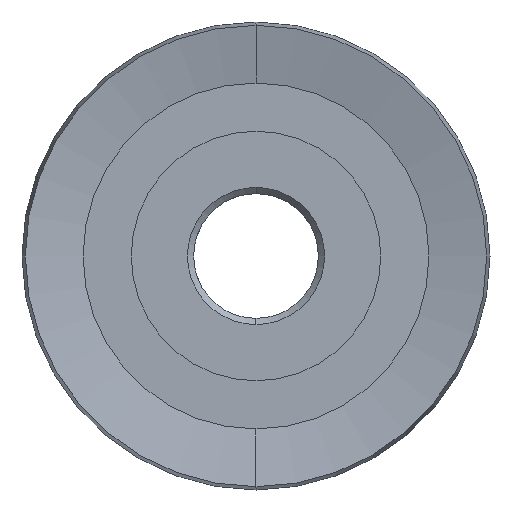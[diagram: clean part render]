
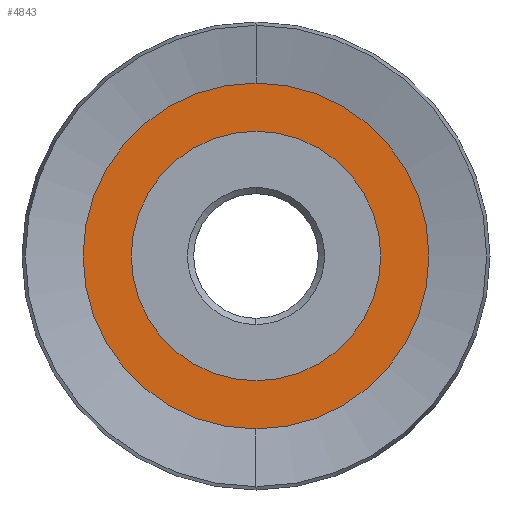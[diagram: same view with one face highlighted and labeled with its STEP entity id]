
A CAD part, left-side view. The second image highlights one B-rep face of the part: STEP entity #4843.
In plain terms, the highlighted planar face has unit normal (-1, 0, 0).
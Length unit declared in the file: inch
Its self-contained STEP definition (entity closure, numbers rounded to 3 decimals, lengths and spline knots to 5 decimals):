
#174 = DIRECTION ( 'NONE',  ( -1., 0., 0. ) ) ;
#563 = EDGE_CURVE ( 'NONE', #3740, #2968, #2623, .T. ) ;
#583 = EDGE_CURVE ( 'NONE', #2968, #3740, #4100, .T. ) ;
#639 = CARTESIAN_POINT ( 'NONE',  ( 0.0325, 0., 0. ) ) ;
#666 = PLANE ( 'NONE',  #4706 ) ;
#676 = CARTESIAN_POINT ( 'NONE',  ( 0.0325, 0., -0.25 ) ) ;
#730 = DIRECTION ( 'NONE',  ( -1., 0., 0. ) ) ;
#897 = VERTEX_POINT ( 'NONE', #5680 ) ;
#1147 = DIRECTION ( 'NONE',  ( 0., 0., 1. ) ) ;
#1149 = DIRECTION ( 'NONE',  ( -1., 0., 0. ) ) ;
#1173 = DIRECTION ( 'NONE',  ( 0., 0., 1. ) ) ;
#1276 = AXIS2_PLACEMENT_3D ( 'NONE', #5754, #2738, #6275 ) ;
#1752 = AXIS2_PLACEMENT_3D ( 'NONE', #3710, #730, #4216 ) ;
#1800 = AXIS2_PLACEMENT_3D ( 'NONE', #3163, #174, #3662 ) ;
#2036 = CIRCLE ( 'NONE', #5593, 0.34658 ) ;
#2156 = CARTESIAN_POINT ( 'NONE',  ( 0.0325, 0., -0.34658 ) ) ;
#2326 = EDGE_CURVE ( 'NONE', #5979, #897, #2036, .T. ) ;
#2377 = ORIENTED_EDGE ( 'NONE', *, *, #2469, .T. ) ;
#2459 = ORIENTED_EDGE ( 'NONE', *, *, #2326, .T. ) ;
#2469 = EDGE_CURVE ( 'NONE', #897, #5979, #4039, .T. ) ;
#2549 = CARTESIAN_POINT ( 'NONE',  ( 0.0325, 0., 0.25 ) ) ;
#2623 = CIRCLE ( 'NONE', #1752, 0.25 ) ;
#2738 = DIRECTION ( 'NONE',  ( -1., 0., 0. ) ) ;
#2968 = VERTEX_POINT ( 'NONE', #2549 ) ;
#3149 = CARTESIAN_POINT ( 'NONE',  ( 0.0325, 0., 0. ) ) ;
#3163 = CARTESIAN_POINT ( 'NONE',  ( 0.0325, 0., 0. ) ) ;
#3597 = ORIENTED_EDGE ( 'NONE', *, *, #563, .F. ) ;
#3662 = DIRECTION ( 'NONE',  ( 0., 0., 1. ) ) ;
#3710 = CARTESIAN_POINT ( 'NONE',  ( 0.0325, 0., 0. ) ) ;
#3740 = VERTEX_POINT ( 'NONE', #676 ) ;
#4039 = CIRCLE ( 'NONE', #1800, 0.34658 ) ;
#4100 = CIRCLE ( 'NONE', #1276, 0.25 ) ;
#4134 = DIRECTION ( 'NONE',  ( -1., 0., 0. ) ) ;
#4216 = DIRECTION ( 'NONE',  ( 0., 0., 1. ) ) ;
#4706 = AXIS2_PLACEMENT_3D ( 'NONE', #3149, #1149, #1173 ) ;
#4725 = FACE_BOUND ( 'NONE', #6435, .T. ) ;
#4843 = ADVANCED_FACE ( 'NONE', ( #4725, #5929 ), #666, .T. ) ;
#5021 = EDGE_LOOP ( 'NONE', ( #2377, #2459 ) ) ;
#5593 = AXIS2_PLACEMENT_3D ( 'NONE', #639, #4134, #1147 ) ;
#5680 = CARTESIAN_POINT ( 'NONE',  ( 0.0325, 0., 0.34658 ) ) ;
#5754 = CARTESIAN_POINT ( 'NONE',  ( 0.0325, 0., 0. ) ) ;
#5929 = FACE_OUTER_BOUND ( 'NONE', #5021, .T. ) ;
#5979 = VERTEX_POINT ( 'NONE', #2156 ) ;
#6275 = DIRECTION ( 'NONE',  ( 0., 0., 1. ) ) ;
#6435 = EDGE_LOOP ( 'NONE', ( #3597, #6534 ) ) ;
#6534 = ORIENTED_EDGE ( 'NONE', *, *, #583, .F. ) ;
